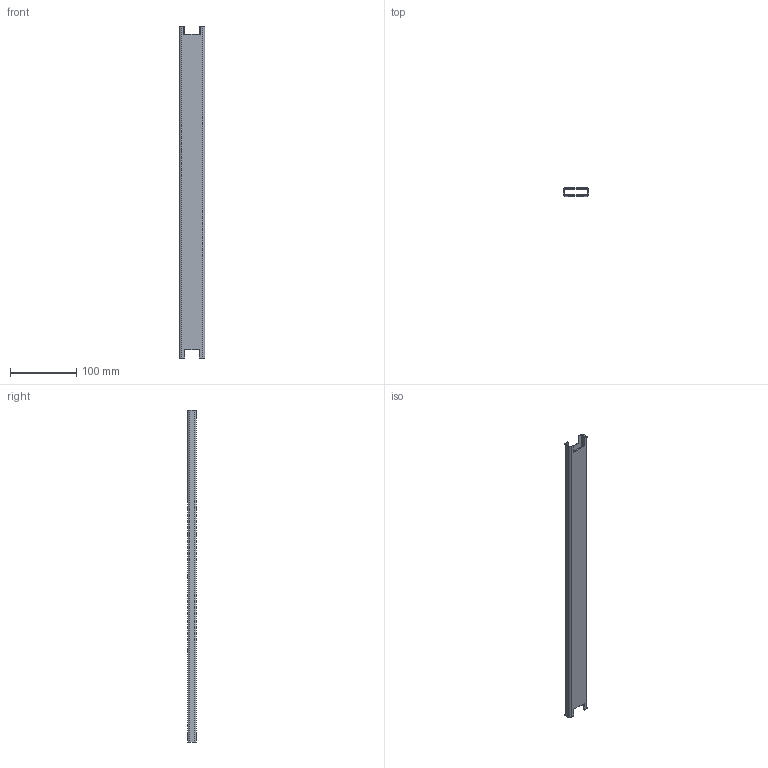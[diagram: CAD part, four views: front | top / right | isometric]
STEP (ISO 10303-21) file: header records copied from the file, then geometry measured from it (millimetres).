
FILE_DESCRIPTION(('FreeCAD Model'),'2;1');
FILE_NAME('outer_v.STEP','2017-12-12T14:40:35',('FreeCAD'),('FreeCAD'), 'Open CASCADE STEP processor 6.8','FreeCAD','Unknown');
FILE_SCHEMA(('AUTOMOTIVE_DESIGN_CC2 { 1 2 10303 214 -1 1 5 4 }'));
Length unit declared in the file: millimetre
Products named in the file (1): Open CASCADE STEP translator 6.8 1
Bounding box: 38.1 x 12.7 x 499.6 mm (x, y, z)
Volume: 73526.5 mm3; surface area: 89637.8 mm2
Topology: 1 solids, 1 shells, 37 faces, 111 edges, 74 vertices
Faces by surface type: plane 24, cylinder 13
Full cylindrical faces by diameter (mm): 3.797 x5
Entity records: 2724 total; most frequent: CARTESIAN_POINT 593, DIRECTION 367, LINE 229, VECTOR 229, ORIENTED_EDGE 222, PCURVE 222, DEFINITIONAL_REPRESENTATION 222, EDGE_CURVE 111
